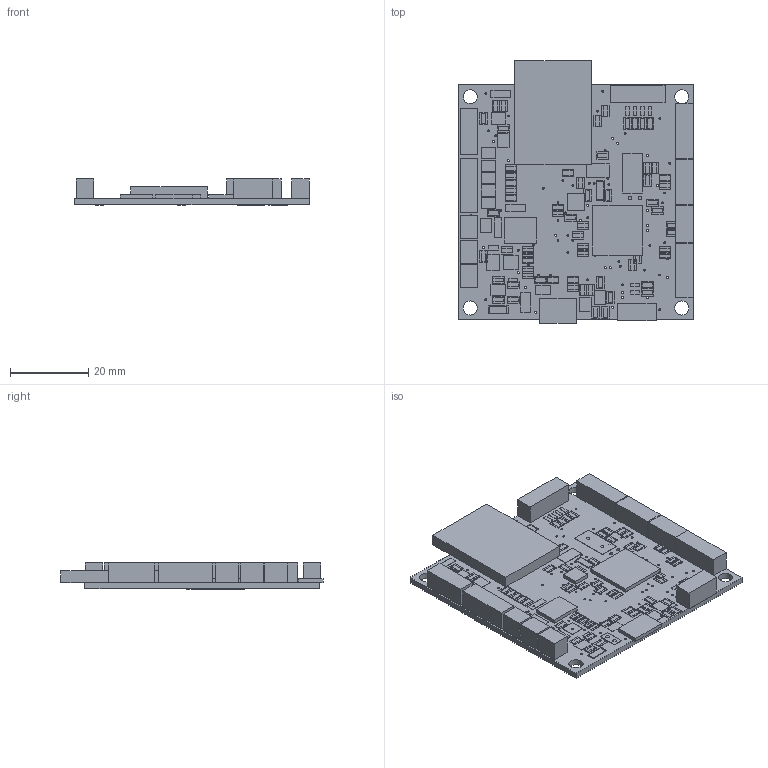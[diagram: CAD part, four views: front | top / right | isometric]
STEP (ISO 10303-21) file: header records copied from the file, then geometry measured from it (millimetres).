
FILE_DESCRIPTION(/* description */ (''),/* implementation_level */ '2;1');
FILE_NAME(/* name */ 'Motherboard_STM32F405RG_13325.STEP',/* time_stamp */ '2017-05-09T14:48:20+00:00',/* author */ (''),/* organization */ (''),/* preprocessor_version */ 'ST-DEVELOPER v16.13',/* originating_system */ 'Autodesk Translation Framework',/* authorisation */ '');
FILE_SCHEMA (('AUTOMOTIVE_DESIGN { 1 0 10303 214 3 1 1 }'));
Length unit declared in the file: millimetre
Products named in the file (1): Motherboard_STM32F405RG_13325.STEP
Bounding box: 60 x 66.97 x 6.67 mm (x, y, z)
Volume: 10068.8 mm3; surface area: 14794.5 mm2
Topology: 185 solids, 185 shells, 1286 faces, 2748 edges, 1832 vertices
Faces by surface type: plane 1110, cylinder 176
Full cylindrical faces by diameter (mm): 0.5 x114, 0.6 x2, 0.7 x2, 0.813 x52, 1.016 x2, 3.6 x4
Entity records: 35288 total; most frequent: CARTESIAN_POINT 5691, DIRECTION 5498, ORIENTED_EDGE 5144, EDGE_CURVE 2572, LINE 2220, VECTOR 2220, VERTEX_POINT 1832, EDGE_LOOP 1814
